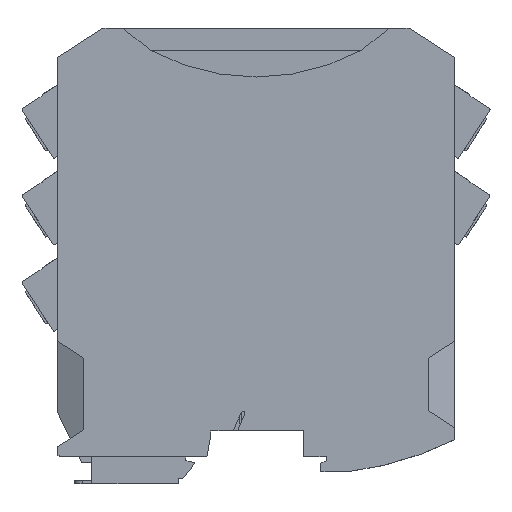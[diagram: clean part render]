
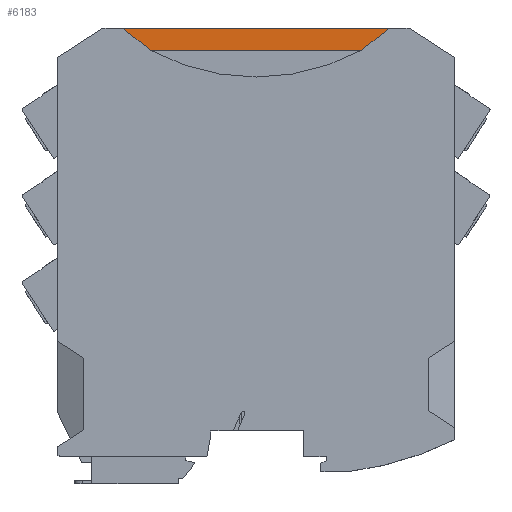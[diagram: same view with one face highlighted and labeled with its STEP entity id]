
A CAD part, top view. The second image highlights one B-rep face of the part: STEP entity #6183.
In plain terms, the highlighted face is planar.
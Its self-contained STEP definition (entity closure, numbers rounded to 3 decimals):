
#2276 = EDGE_CURVE ( 'NONE', #9836, #25338, #25354, .T. ) ;
#3835 = DIRECTION ( 'NONE',  ( 0., -1., 0. ) ) ;
#6183 = ADVANCED_FACE ( 'NONE', ( #16935 ), #24709, .T. ) ;
#7063 = DIRECTION ( 'NONE',  ( 0., -0.788, 0.616 ) ) ;
#7397 = ORIENTED_EDGE ( 'NONE', *, *, #16978, .F. ) ;
#7592 = EDGE_LOOP ( 'NONE', ( #26881, #7397, #7863, #17770 ) ) ;
#7863 = ORIENTED_EDGE ( 'NONE', *, *, #2276, .T. ) ;
#8057 = DIRECTION ( 'NONE',  ( 1., 0., 0. ) ) ;
#8589 = AXIS2_PLACEMENT_3D ( 'NONE', #10625, #8057, #27079 ) ;
#9836 = VERTEX_POINT ( 'NONE', #29723 ) ;
#10625 = CARTESIAN_POINT ( 'NONE',  ( 12.6, 49.5, 70.385 ) ) ;
#11136 = CARTESIAN_POINT ( 'NONE',  ( 12.6, 75.85, 108.25 ) ) ;
#13255 = VERTEX_POINT ( 'NONE', #11136 ) ;
#14254 = LINE ( 'NONE', #28251, #21240 ) ;
#15975 = VERTEX_POINT ( 'NONE', #21613 ) ;
#16478 = VECTOR ( 'NONE', #27817, 1000. ) ;
#16935 = FACE_OUTER_BOUND ( 'NONE', #7592, .T. ) ;
#16978 = EDGE_CURVE ( 'NONE', #9836, #13255, #20104, .T. ) ;
#17770 = ORIENTED_EDGE ( 'NONE', *, *, #26632, .F. ) ;
#18718 = VECTOR ( 'NONE', #3835, 1000. ) ;
#19354 = VECTOR ( 'NONE', #21929, 1000. ) ;
#20104 = LINE ( 'NONE', #28706, #19354 ) ;
#21240 = VECTOR ( 'NONE', #7063, 1000. ) ;
#21613 = CARTESIAN_POINT ( 'NONE',  ( 12.6, 23.155, 108.25 ) ) ;
#21929 = DIRECTION ( 'NONE',  ( 0., -0.788, -0.616 ) ) ;
#22329 = LINE ( 'NONE', #29852, #16478 ) ;
#22975 = EDGE_CURVE ( 'NONE', #13255, #15975, #22329, .T. ) ;
#24426 = CARTESIAN_POINT ( 'NONE',  ( 12.6, 16.18, 113.7 ) ) ;
#24709 = PLANE ( 'NONE',  #8589 ) ;
#25338 = VERTEX_POINT ( 'NONE', #24426 ) ;
#25354 = LINE ( 'NONE', #29971, #18718 ) ;
#26632 = EDGE_CURVE ( 'NONE', #15975, #25338, #14254, .T. ) ;
#26881 = ORIENTED_EDGE ( 'NONE', *, *, #22975, .F. ) ;
#27079 = DIRECTION ( 'NONE',  ( 0., 1., 0. ) ) ;
#27817 = DIRECTION ( 'NONE',  ( 0., -1., 0. ) ) ;
#28251 = CARTESIAN_POINT ( 'NONE',  ( 12.6, 49.5, 87.667 ) ) ;
#28706 = CARTESIAN_POINT ( 'NONE',  ( 12.6, 49.5, 87.663 ) ) ;
#29723 = CARTESIAN_POINT ( 'NONE',  ( 12.6, 82.826, 113.7 ) ) ;
#29852 = CARTESIAN_POINT ( 'NONE',  ( 12.6, 49.5, 108.25 ) ) ;
#29971 = CARTESIAN_POINT ( 'NONE',  ( 12.6, 49.5, 113.7 ) ) ;
